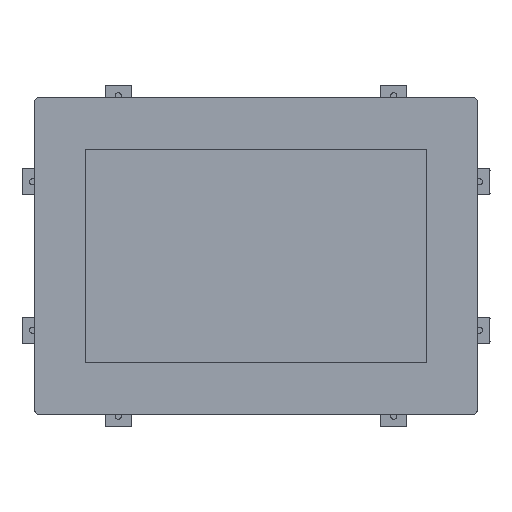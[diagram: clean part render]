
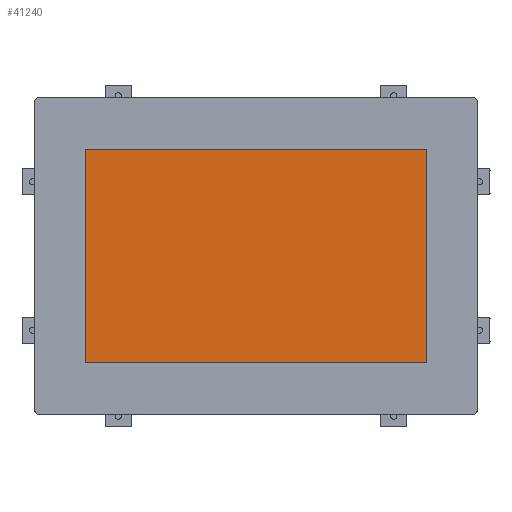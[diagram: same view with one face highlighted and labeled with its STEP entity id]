
A CAD part, top view. The second image highlights one B-rep face of the part: STEP entity #41240.
In plain terms, the highlighted planar face has unit normal (0, 0, 1).
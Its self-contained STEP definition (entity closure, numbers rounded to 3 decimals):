
#41204=AXIS2_PLACEMENT_3D('Plane Axis2P3D',#41201,#41202,#41203) ;
#41201=CARTESIAN_POINT('Axis2P3D Location',(-60.367,-25.617,52.29)) ;
#41206=CARTESIAN_POINT('Line Origine',(149.483,177.383,52.29)) ;
#41210=CARTESIAN_POINT('Vertex',(258.463,177.383,52.29)) ;
#41212=CARTESIAN_POINT('Vertex',(40.503,177.383,52.29)) ;
#41215=CARTESIAN_POINT('Line Origine',(40.503,109.083,52.29)) ;
#41219=CARTESIAN_POINT('Vertex',(40.503,40.783,52.29)) ;
#41222=CARTESIAN_POINT('Line Origine',(149.483,40.783,52.29)) ;
#41226=CARTESIAN_POINT('Vertex',(258.463,40.783,52.29)) ;
#41229=CARTESIAN_POINT('Line Origine',(258.463,109.083,52.29)) ;
#41202=DIRECTION('Axis2P3D Direction',(0.,0.,1.)) ;
#41203=DIRECTION('Axis2P3D XDirection',(1.,0.,0.)) ;
#41207=DIRECTION('Vector Direction',(-1.,0.,0.)) ;
#41216=DIRECTION('Vector Direction',(0.,-1.,0.)) ;
#41223=DIRECTION('Vector Direction',(1.,0.,0.)) ;
#41230=DIRECTION('Vector Direction',(0.,1.,0.)) ;
#41208=VECTOR('Line Direction',#41207,1.) ;
#41217=VECTOR('Line Direction',#41216,1.) ;
#41224=VECTOR('Line Direction',#41223,1.) ;
#41231=VECTOR('Line Direction',#41230,1.) ;
#41235=ORIENTED_EDGE('',*,*,#41214,.T.) ;
#41236=ORIENTED_EDGE('',*,*,#41221,.T.) ;
#41237=ORIENTED_EDGE('',*,*,#41228,.T.) ;
#41238=ORIENTED_EDGE('',*,*,#41233,.T.) ;
#41240=ADVANCED_FACE('UV66',(#41239),#41205,.T.) ;
#41214=EDGE_CURVE('',#41211,#41213,#41209,.T.) ;
#41221=EDGE_CURVE('',#41213,#41220,#41218,.T.) ;
#41228=EDGE_CURVE('',#41220,#41227,#41225,.T.) ;
#41233=EDGE_CURVE('',#41227,#41211,#41232,.T.) ;
#41234=EDGE_LOOP('',(#41235,#41236,#41237,#41238)) ;
#41239=FACE_OUTER_BOUND('',#41234,.T.) ;
#41209=LINE('Line',#41206,#41208) ;
#41218=LINE('Line',#41215,#41217) ;
#41225=LINE('Line',#41222,#41224) ;
#41232=LINE('Line',#41229,#41231) ;
#41205=PLANE('',#41204) ;
#41211=VERTEX_POINT('',#41210) ;
#41213=VERTEX_POINT('',#41212) ;
#41220=VERTEX_POINT('',#41219) ;
#41227=VERTEX_POINT('',#41226) ;
